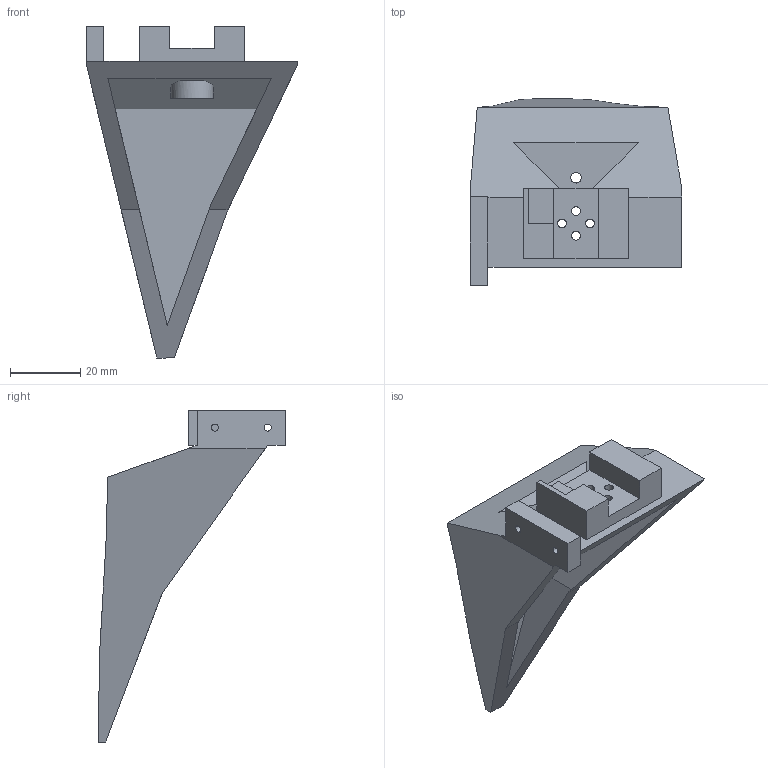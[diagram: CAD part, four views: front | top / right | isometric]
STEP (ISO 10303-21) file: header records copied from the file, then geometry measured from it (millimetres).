
FILE_DESCRIPTION (( 'STEP AP214' ), '1' );
FILE_NAME ('Clamping Jaw v3-left.STEP', '2026-02-25T02:28:22', ( '1' ), ( '' ), 'SwSTEP 2.0', 'SolidWorks 2025', '' );
FILE_SCHEMA (( 'AUTOMOTIVE_DESIGN' ));
Length unit declared in the file: millimetre
Products named in the file (1): Clamping Jaw v3-left
Bounding box: 60 x 53 x 94.3 mm (x, y, z)
Volume: 35429.3 mm3; surface area: 17474.3 mm2
Topology: 1 solids, 1 shells, 72 faces, 208 edges, 137 vertices
Faces by surface type: plane 44, cylinder 28
Entity records: 2413 total; most frequent: CARTESIAN_POINT 484, ORIENTED_EDGE 416, DIRECTION 376, EDGE_CURVE 208, LINE 144, VECTOR 144, VERTEX_POINT 137, AXIS2_PLACEMENT_3D 116
